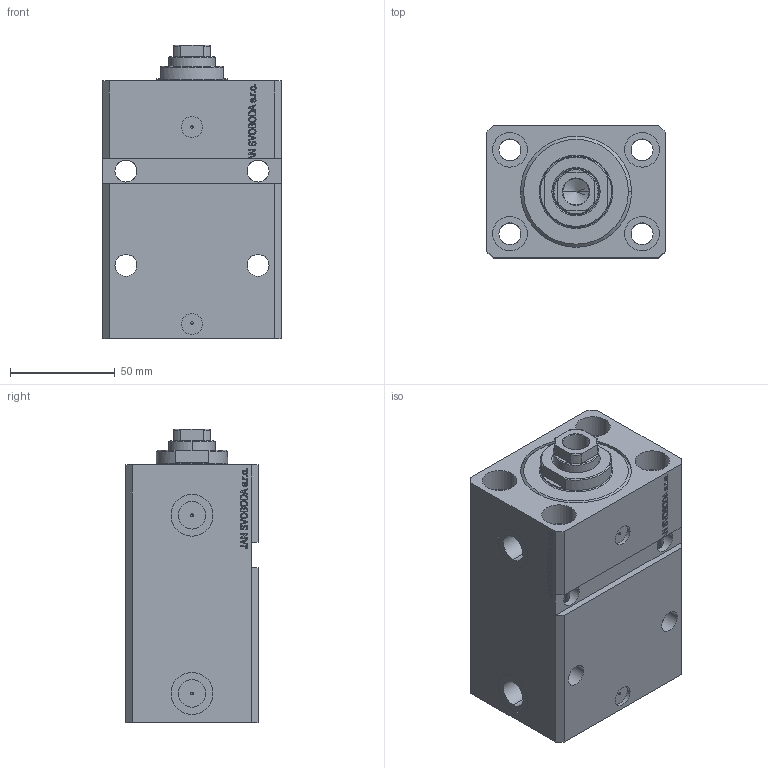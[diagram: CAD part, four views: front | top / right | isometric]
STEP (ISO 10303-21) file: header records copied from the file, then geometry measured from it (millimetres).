
FILE_DESCRIPTION (( 'STEP AP203' ), '1' );
FILE_NAME ('57c5.STEP', '2023-10-07T21:08:19', ( '' ), ( '' ), 'SwSTEP 2.0', 'SolidWorks 2019', '' );
FILE_SCHEMA (( 'CONFIG_CONTROL_DESIGN' ));
Length unit declared in the file: millimetre
Products named in the file (4): 57c5; V250CE_C_VCP d1c8c946547ebba894ddf7f0fec05ec8; V250CE_VC_E d1c8c946547ebba894ddf7f0fec05ec8; V250CE_E_Body d1c8c946547ebba894ddf7f0fec05ec8
Assembly tree (3 placements, depth 2):
  57c5
    V250CE_E_Body d1c8c946547ebba894ddf7f0fec05ec8
    V250CE_C_VCP d1c8c946547ebba894ddf7f0fec05ec8
    V250CE_VC_E d1c8c946547ebba894ddf7f0fec05ec8
Bounding box: 85 x 63 x 140 mm (x, y, z)
Volume: 542773.6 mm3; surface area: 107764 mm2
Topology: 3 solids, 3 shells, 937 faces, 2409 edges, 1569 vertices
Faces by surface type: plane 459, bspline 356, cylinder 104, cone 12, torus 6
Entity records: 45359 total; most frequent: CARTESIAN_POINT 24555, ORIENTED_EDGE 4814, DIRECTION 2987, EDGE_CURVE 2407, VERTEX_POINT 1569, VECTOR 1477, LINE 1477, EDGE_LOOP 1070
